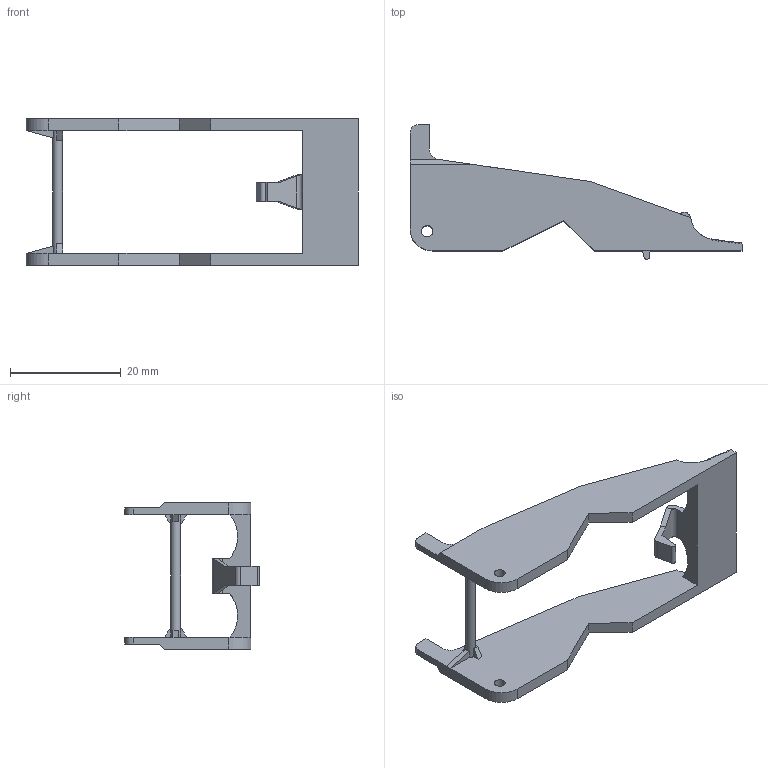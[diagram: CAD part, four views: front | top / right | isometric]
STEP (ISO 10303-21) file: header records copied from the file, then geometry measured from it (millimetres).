
FILE_DESCRIPTION(/* description */ (''),/* implementation_level */ '2;1');
FILE_NAME(/* name */ '18FF-H4.stp',/* time_stamp */ '2018-12-27T13:29:09+08:00',/* author */ (''),/* organization */ (''),/* preprocessor_version */ 'ST-DEVELOPER v15',/* originating_system */ 'SIEMENS PLM Software NX 8.5',/* authorisation */ '');
FILE_SCHEMA (('CONFIG_CONTROL_DESIGN'));
Length unit declared in the file: millimetre
Products named in the file (1): 82720004000_c
Bounding box: 60 x 24.3 x 26.5 mm (x, y, z)
Volume: 3355 mm3; surface area: 4091.1 mm2
Topology: 1 solids, 1 shells, 119 faces, 341 edges, 222 vertices
Faces by surface type: plane 75, cylinder 44
Full cylindrical faces by diameter (mm): 1.8 x1, 2 x1, 2.05 x1
Entity records: 3988 total; most frequent: CARTESIAN_POINT 698, DIRECTION 682, ORIENTED_EDGE 676, EDGE_CURVE 338, LINE 230, VECTOR 230, AXIS2_PLACEMENT_3D 226, VERTEX_POINT 222
